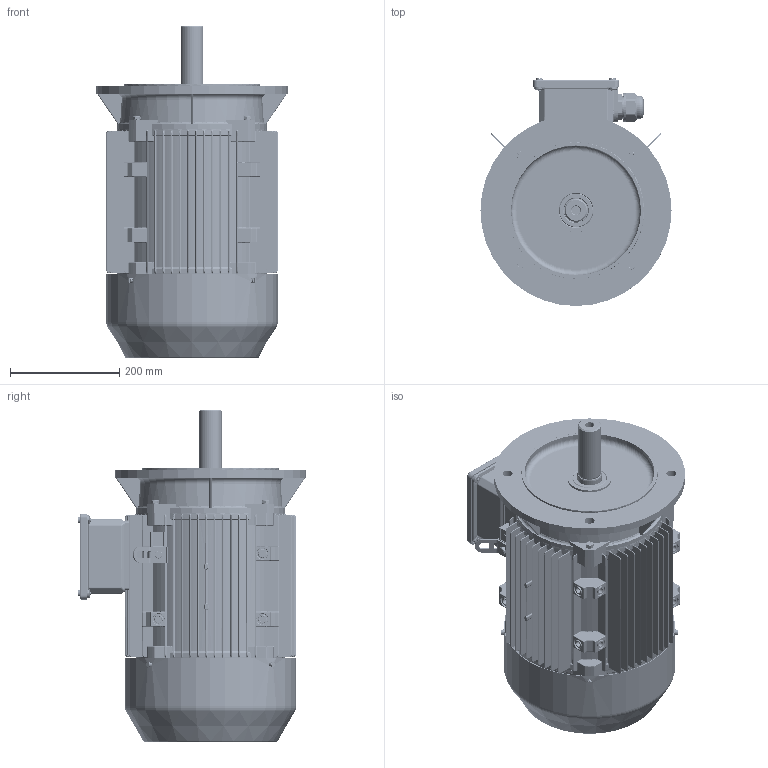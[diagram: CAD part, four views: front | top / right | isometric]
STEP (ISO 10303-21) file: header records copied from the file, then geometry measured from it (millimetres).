
FILE_DESCRIPTION(/* description */ (''),/* implementation_level */ '2;1');
FILE_NAME(/* name */ 'JL-160M-B5.stp',/* time_stamp */ '2018-12-30T15:37:50+08:00',/* author */ (''),/* organization */ (''),/* preprocessor_version */ 'ST-DEVELOPER v16.7',/* originating_system */ 'SIEMENS PLM Software NX 12.0',/* authorisation */ '');
FILE_SCHEMA (('AP203_CONFIGURATION_CONTROLLED_3D_DESIGN_OF_MECHANICAL_PARTS_AND_ASSEMBLIES_MIM_LF { 1 0 10303 403 2 1 2}'));
Products named in the file (1): JL-160M-B5
Bounding box: 350 x 417.7 x 607.97 mm (x, y, z)
Volume: 6936121.6 mm3; surface area: 2590459.7 mm2
Topology: 57 solids, 57 shells, 8087 faces, 20991 edges, 13258 vertices
Faces by surface type: plane 3770, cylinder 1966, bspline 1127, torus 759, sphere 238, cone 227
Full cylindrical faces by diameter (mm): 4.48 x5, 5 x7, 5.3 x5, 5.35 x4, 6 x4, 7.188 x8, 8 x11, 8.58 x2, 9.1 x8, 10 x5, 12.1 x2, 14.785 x2, 16 x1, 18 x2, 27.5 x2, 32.5 x4, 38.75 x12, 40 x4, 41.25 x12, 43.125 x2, 45 x2, 53.125 x2, 62 x2, 260 x1, 263 x2, 311.02 x1, 314.02 x1
Entity records: 299050 total; most frequent: CARTESIAN_POINT 111563, ORIENTED_EDGE 41302, DIRECTION 34125, EDGE_CURVE 20651, VERTEX_POINT 13130, LINE 11503, VECTOR 11503, AXIS2_PLACEMENT_3D 11311
